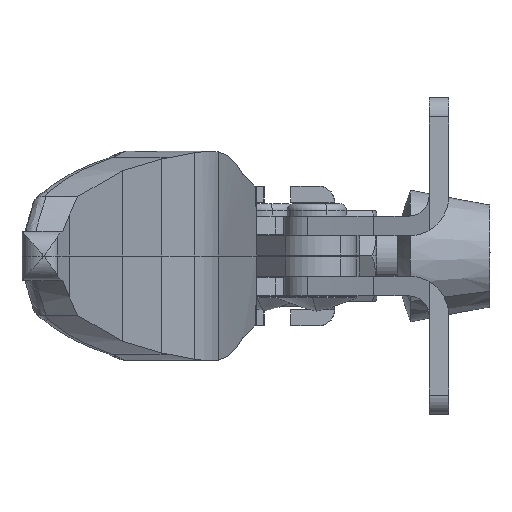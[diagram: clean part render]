
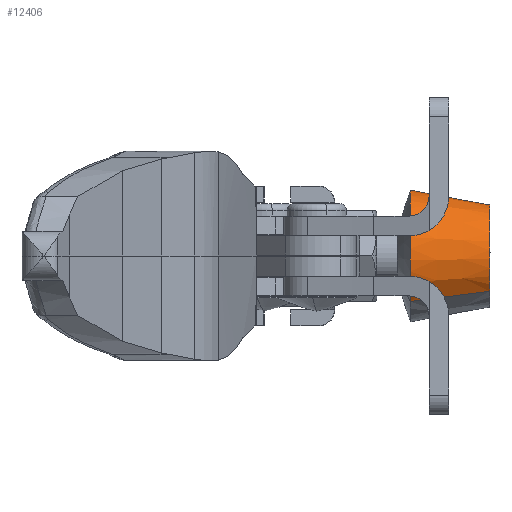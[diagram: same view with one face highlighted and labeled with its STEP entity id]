
A CAD part, left-side view. The second image highlights one B-rep face of the part: STEP entity #12406.
In plain terms, the highlighted conical face has half-angle 10.62 degrees and reference radius 3.875 mm.
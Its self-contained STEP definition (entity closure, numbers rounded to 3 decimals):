
#308 = EDGE_CURVE ( 'NONE', #1871, #2336, #6535, .T. ) ;
#528 = CARTESIAN_POINT ( 'NONE',  ( 0., -7., 3.875 ) ) ;
#611 = CONICAL_SURFACE ( 'NONE', #10059, 3.875, 0.185 ) ;
#1042 = EDGE_CURVE ( 'NONE', #10017, #7704, #1792, .T. ) ;
#1594 = CARTESIAN_POINT ( 'NONE',  ( 0., -1., 0. ) ) ;
#1598 = DIRECTION ( 'NONE',  ( 0., 1., 0. ) ) ;
#1703 = ORIENTED_EDGE ( 'NONE', *, *, #308, .F. ) ;
#1792 = CIRCLE ( 'NONE', #7124, 5. ) ;
#1871 = VERTEX_POINT ( 'NONE', #528 ) ;
#1996 = CARTESIAN_POINT ( 'NONE',  ( 0., -7., 3.875 ) ) ;
#2000 = EDGE_CURVE ( 'NONE', #1871, #10017, #6709, .T. ) ;
#2336 = VERTEX_POINT ( 'NONE', #10781 ) ;
#2422 = DIRECTION ( 'NONE',  ( 0., -1., 0. ) ) ;
#2502 = CARTESIAN_POINT ( 'NONE',  ( 0., -7., 0. ) ) ;
#3464 = AXIS2_PLACEMENT_3D ( 'NONE', #7246, #2422, #7368 ) ;
#3641 = DIRECTION ( 'NONE',  ( 0., 0.983, -0.184 ) ) ;
#4083 = DIRECTION ( 'NONE',  ( 0., 0.983, 0.184 ) ) ;
#4316 = VECTOR ( 'NONE', #3641, 1000. ) ;
#5437 = LINE ( 'NONE', #9332, #4316 ) ;
#6352 = ORIENTED_EDGE ( 'NONE', *, *, #2000, .T. ) ;
#6535 = CIRCLE ( 'NONE', #3464, 3.875 ) ;
#6709 = LINE ( 'NONE', #1996, #8612 ) ;
#6735 = DIRECTION ( 'NONE',  ( 0., -1., 0. ) ) ;
#7124 = AXIS2_PLACEMENT_3D ( 'NONE', #1594, #6735, #10641 ) ;
#7246 = CARTESIAN_POINT ( 'NONE',  ( 0., -7., 0. ) ) ;
#7368 = DIRECTION ( 'NONE',  ( 0., 0., -1. ) ) ;
#7386 = DIRECTION ( 'NONE',  ( 0., 0., 1. ) ) ;
#7690 = EDGE_LOOP ( 'NONE', ( #9279, #1703, #6352, #10795 ) ) ;
#7704 = VERTEX_POINT ( 'NONE', #10504 ) ;
#8612 = VECTOR ( 'NONE', #4083, 1000. ) ;
#9066 = EDGE_CURVE ( 'NONE', #2336, #7704, #5437, .T. ) ;
#9279 = ORIENTED_EDGE ( 'NONE', *, *, #9066, .F. ) ;
#9332 = CARTESIAN_POINT ( 'NONE',  ( 0., -7., -3.875 ) ) ;
#10017 = VERTEX_POINT ( 'NONE', #11746 ) ;
#10059 = AXIS2_PLACEMENT_3D ( 'NONE', #2502, #1598, #7386 ) ;
#10470 = FACE_OUTER_BOUND ( 'NONE', #7690, .T. ) ;
#10504 = CARTESIAN_POINT ( 'NONE',  ( 0., -1., -5. ) ) ;
#10641 = DIRECTION ( 'NONE',  ( 0., 0., -1. ) ) ;
#10781 = CARTESIAN_POINT ( 'NONE',  ( 0., -7., -3.875 ) ) ;
#10795 = ORIENTED_EDGE ( 'NONE', *, *, #1042, .T. ) ;
#11746 = CARTESIAN_POINT ( 'NONE',  ( 0., -1., 5. ) ) ;
#12406 = ADVANCED_FACE ( 'NONE', ( #10470 ), #611, .T. ) ;
